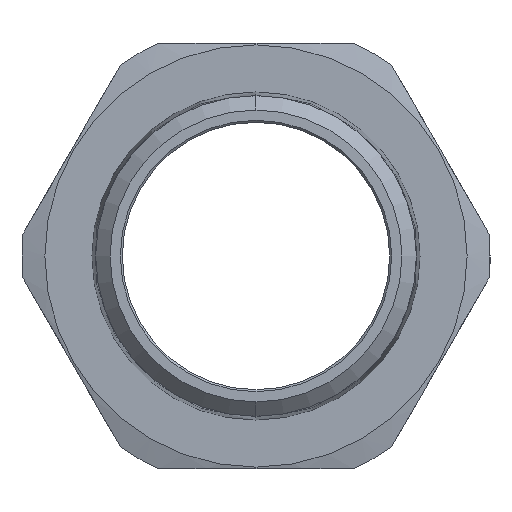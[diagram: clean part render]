
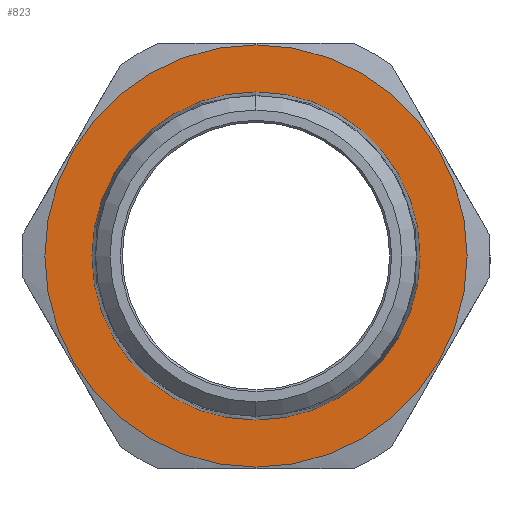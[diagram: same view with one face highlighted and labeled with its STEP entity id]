
A CAD part, left-side view. The second image highlights one B-rep face of the part: STEP entity #823.
In plain terms, the highlighted planar face has unit normal (-1, 0, 0).
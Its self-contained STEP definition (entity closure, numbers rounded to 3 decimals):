
#1 = CIRCLE ( 'NONE', #2893, 27.283 ) ;
#15 = CARTESIAN_POINT ( 'NONE',  ( -31.3, 0., 27.283 ) ) ;
#107 = CARTESIAN_POINT ( 'NONE',  ( -31.3, 0., 0. ) ) ;
#174 = ORIENTED_EDGE ( 'NONE', *, *, #1434, .F. ) ;
#206 = VERTEX_POINT ( 'NONE', #736 ) ;
#368 = DIRECTION ( 'NONE',  ( 1., 0., 0. ) ) ;
#410 = DIRECTION ( 'NONE',  ( 0., 0., 1. ) ) ;
#536 = AXIS2_PLACEMENT_3D ( 'NONE', #2472, #3244, #410 ) ;
#690 = DIRECTION ( 'NONE',  ( 1., 0., 0. ) ) ;
#736 = CARTESIAN_POINT ( 'NONE',  ( -31.3, 0., -27.283 ) ) ;
#747 = AXIS2_PLACEMENT_3D ( 'NONE', #2523, #690, #3287 ) ;
#823 = ADVANCED_FACE ( 'NONE', ( #2446, #3067 ), #1445, .F. ) ;
#848 = CIRCLE ( 'NONE', #1260, 21.2 ) ;
#925 = CARTESIAN_POINT ( 'NONE',  ( -31.3, 21.2, 0. ) ) ;
#1032 = AXIS2_PLACEMENT_3D ( 'NONE', #925, #3266, #2750 ) ;
#1143 = EDGE_LOOP ( 'NONE', ( #174, #2366 ) ) ;
#1260 = AXIS2_PLACEMENT_3D ( 'NONE', #3074, #3316, #2015 ) ;
#1434 = EDGE_CURVE ( 'NONE', #3294, #3011, #848, .T. ) ;
#1437 = EDGE_LOOP ( 'NONE', ( #1819, #1857 ) ) ;
#1445 = PLANE ( 'NONE',  #1032 ) ;
#1640 = CARTESIAN_POINT ( 'NONE',  ( -31.3, 0., 21.2 ) ) ;
#1819 = ORIENTED_EDGE ( 'NONE', *, *, #2455, .F. ) ;
#1857 = ORIENTED_EDGE ( 'NONE', *, *, #2322, .F. ) ;
#1986 = CIRCLE ( 'NONE', #536, 21.2 ) ;
#2015 = DIRECTION ( 'NONE',  ( 0., 0., 1. ) ) ;
#2163 = DIRECTION ( 'NONE',  ( 0., 0., -1. ) ) ;
#2236 = EDGE_CURVE ( 'NONE', #3011, #3294, #1986, .T. ) ;
#2322 = EDGE_CURVE ( 'NONE', #3120, #206, #1, .T. ) ;
#2366 = ORIENTED_EDGE ( 'NONE', *, *, #2236, .F. ) ;
#2446 = FACE_BOUND ( 'NONE', #1143, .T. ) ;
#2447 = CIRCLE ( 'NONE', #747, 27.283 ) ;
#2455 = EDGE_CURVE ( 'NONE', #206, #3120, #2447, .T. ) ;
#2472 = CARTESIAN_POINT ( 'NONE',  ( -31.3, 0., 0. ) ) ;
#2523 = CARTESIAN_POINT ( 'NONE',  ( -31.3, 0., 0. ) ) ;
#2750 = DIRECTION ( 'NONE',  ( 0., 0., -1. ) ) ;
#2893 = AXIS2_PLACEMENT_3D ( 'NONE', #107, #368, #2163 ) ;
#3011 = VERTEX_POINT ( 'NONE', #3021 ) ;
#3021 = CARTESIAN_POINT ( 'NONE',  ( -31.3, 0., -21.2 ) ) ;
#3067 = FACE_OUTER_BOUND ( 'NONE', #1437, .T. ) ;
#3074 = CARTESIAN_POINT ( 'NONE',  ( -31.3, 0., 0. ) ) ;
#3120 = VERTEX_POINT ( 'NONE', #15 ) ;
#3244 = DIRECTION ( 'NONE',  ( -1., 0., 0. ) ) ;
#3266 = DIRECTION ( 'NONE',  ( 1., 0., 0. ) ) ;
#3287 = DIRECTION ( 'NONE',  ( 0., 0., -1. ) ) ;
#3294 = VERTEX_POINT ( 'NONE', #1640 ) ;
#3316 = DIRECTION ( 'NONE',  ( -1., 0., 0. ) ) ;
